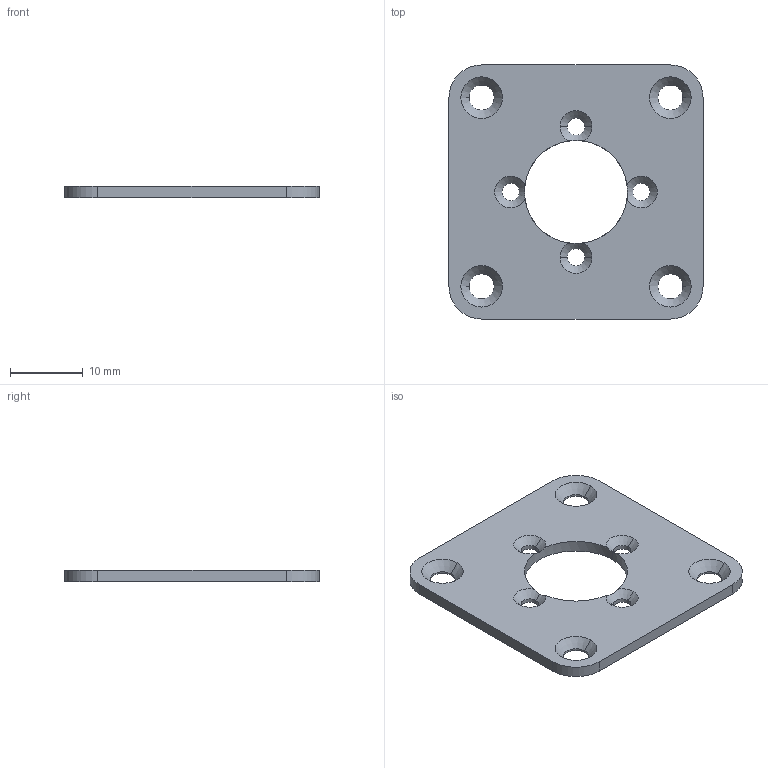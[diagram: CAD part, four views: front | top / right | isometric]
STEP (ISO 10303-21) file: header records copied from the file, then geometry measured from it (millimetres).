
FILE_DESCRIPTION (( 'STEP AP214' ), '1' );
FILE_NAME ('Flat Mega Spark Mount R1.STEP', '2020-07-20T22:28:22', ( 'Kurtis' ), ( '' ), 'SwSTEP 2.0', 'SolidWorks 2015', '' );
FILE_SCHEMA (( 'AUTOMOTIVE_DESIGN' ));
Length unit declared in the file: millimetre
Products named in the file (1): Flat Mega Spark Mount R1
Bounding box: 35 x 35 x 1.59 mm (x, y, z)
Volume: 1519.5 mm3; surface area: 2348 mm2
Topology: 1 solids, 1 shells, 44 faces, 120 edges, 74 vertices
Faces by surface type: cylinder 22, cone 16, plane 6
Entity records: 1508 total; most frequent: CARTESIAN_POINT 285, DIRECTION 268, ORIENTED_EDGE 240, EDGE_CURVE 120, AXIS2_PLACEMENT_3D 109, VERTEX_POINT 74, CIRCLE 64, EDGE_LOOP 58
